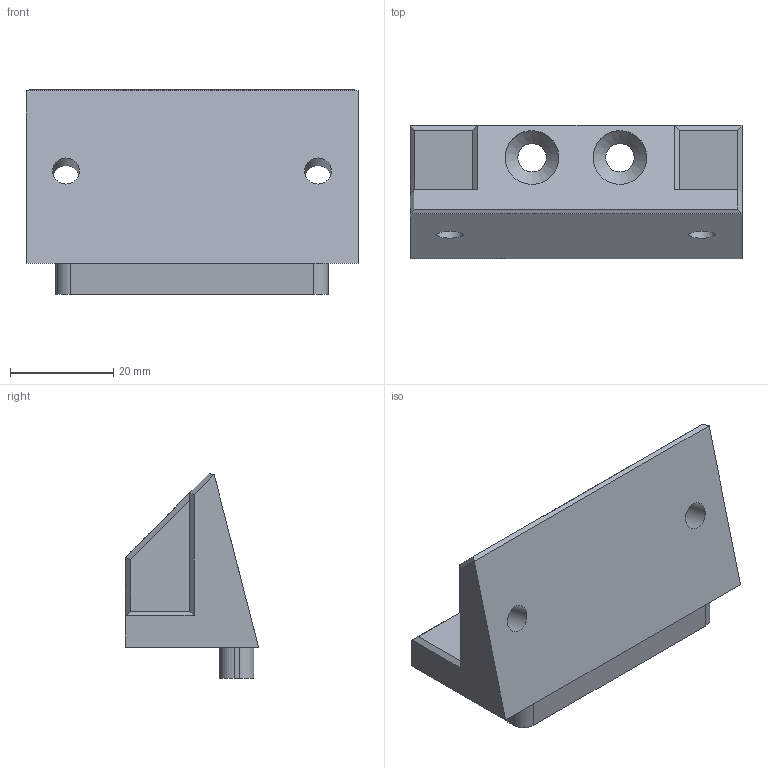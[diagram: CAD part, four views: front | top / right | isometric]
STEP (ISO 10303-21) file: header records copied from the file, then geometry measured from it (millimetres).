
FILE_DESCRIPTION(/* description */ ('','CAx-IF Rec.Pracs.---Representation and Presentation of Product Manufacturing Information (PMI)---4.0---2014-10-13'),/* implementation_level */ '2;1');
FILE_NAME(/* name */ 'Foot stopper high.step',/* time_stamp */ '2025-01-04T20:12:56+01:00',/* author */ (''),/* organization */ (''),/* preprocessor_version */ 'ST-DEVELOPER v20',/* originating_system */ 'Autodesk Translation Framework v13.20.0.188',/* authorisation */ '');
FILE_SCHEMA (('AP242_MANAGED_MODEL_BASED_3D_ENGINEERING_MIM_LF { 1 0 10303 442 1 1 4 }'));
Length unit declared in the file: millimetre
Products named in the file (1): Foot stopper high
Bounding box: 64.21 x 25.78 x 39.61 mm (x, y, z)
Volume: 30859 mm3; surface area: 9896.4 mm2
Topology: 1 solids, 1 shells, 52 faces, 133 edges, 86 vertices
Faces by surface type: plane 40, cylinder 10, cone 2
Full cylindrical faces by diameter (mm): 5.2 x2, 5.5 x2, 10.4 x2
Entity records: 1609 total; most frequent: CARTESIAN_POINT 272, ORIENTED_EDGE 266, DIRECTION 259, EDGE_CURVE 133, LINE 113, VECTOR 113, VERTEX_POINT 86, AXIS2_PLACEMENT_3D 73
